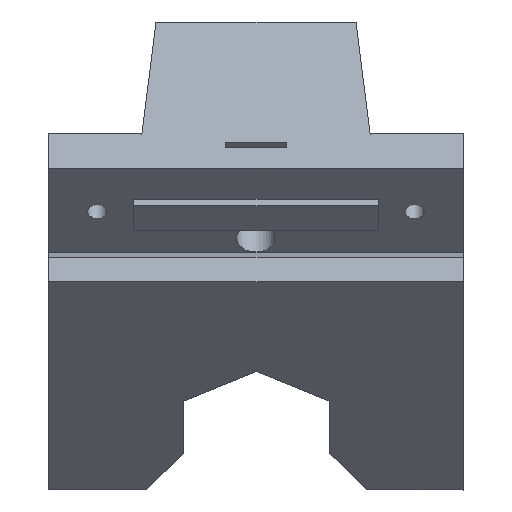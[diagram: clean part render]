
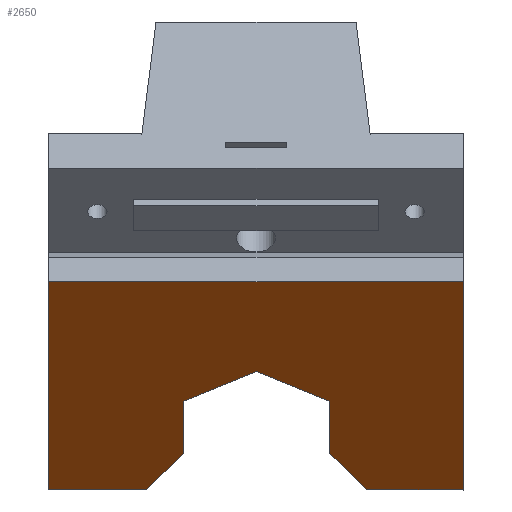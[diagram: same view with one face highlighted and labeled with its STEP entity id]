
A CAD part, front view. The second image highlights one B-rep face of the part: STEP entity #2650.
In plain terms, the highlighted face is planar.
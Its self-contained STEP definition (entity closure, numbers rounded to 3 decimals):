
#62=PLANE('',#2809);
#196=FACE_OUTER_BOUND('',#339,.T.);
#339=EDGE_LOOP('',(#2162,#2163,#2164,#2165,#2166,#2167,#2168,#2169,#2170,
#2171,#2172));
#609=LINE('',#6659,#885);
#621=LINE('',#6684,#897);
#666=LINE('',#6772,#942);
#668=LINE('',#6776,#944);
#670=LINE('',#6779,#946);
#671=LINE('',#6780,#947);
#672=LINE('',#6782,#948);
#673=LINE('',#6784,#949);
#674=LINE('',#6786,#950);
#675=LINE('',#6788,#951);
#676=LINE('',#6789,#952);
#885=VECTOR('',#3097,10.);
#897=VECTOR('',#3113,10.);
#942=VECTOR('',#3180,10.);
#944=VECTOR('',#3184,10.);
#946=VECTOR('',#3188,10.);
#947=VECTOR('',#3189,10.);
#948=VECTOR('',#3190,10.);
#949=VECTOR('',#3191,10.);
#950=VECTOR('',#3192,10.);
#951=VECTOR('',#3193,10.);
#952=VECTOR('',#3194,10.);
#1208=VERTEX_POINT('',#6656);
#1209=VERTEX_POINT('',#6658);
#1219=VERTEX_POINT('',#6681);
#1220=VERTEX_POINT('',#6683);
#1251=VERTEX_POINT('',#6769);
#1252=VERTEX_POINT('',#6771);
#1253=VERTEX_POINT('',#6775);
#1254=VERTEX_POINT('',#6781);
#1255=VERTEX_POINT('',#6783);
#1256=VERTEX_POINT('',#6785);
#1257=VERTEX_POINT('',#6787);
#1523=EDGE_CURVE('',#1209,#1208,#609,.T.);
#1535=EDGE_CURVE('',#1220,#1219,#621,.T.);
#1580=EDGE_CURVE('',#1251,#1252,#666,.T.);
#1582=EDGE_CURVE('',#1253,#1252,#668,.T.);
#1584=EDGE_CURVE('',#1209,#1251,#670,.T.);
#1585=EDGE_CURVE('',#1220,#1208,#671,.T.);
#1586=EDGE_CURVE('',#1254,#1219,#672,.T.);
#1587=EDGE_CURVE('',#1255,#1254,#673,.T.);
#1588=EDGE_CURVE('',#1255,#1256,#674,.T.);
#1589=EDGE_CURVE('',#1256,#1257,#675,.T.);
#1590=EDGE_CURVE('',#1257,#1253,#676,.T.);
#2162=ORIENTED_EDGE('',*,*,#1580,.F.);
#2163=ORIENTED_EDGE('',*,*,#1584,.F.);
#2164=ORIENTED_EDGE('',*,*,#1523,.T.);
#2165=ORIENTED_EDGE('',*,*,#1585,.F.);
#2166=ORIENTED_EDGE('',*,*,#1535,.T.);
#2167=ORIENTED_EDGE('',*,*,#1586,.F.);
#2168=ORIENTED_EDGE('',*,*,#1587,.F.);
#2169=ORIENTED_EDGE('',*,*,#1588,.T.);
#2170=ORIENTED_EDGE('',*,*,#1589,.T.);
#2171=ORIENTED_EDGE('',*,*,#1590,.T.);
#2172=ORIENTED_EDGE('',*,*,#1582,.T.);
#2650=ADVANCED_FACE('',(#196),#62,.T.);
#2809=AXIS2_PLACEMENT_3D('',#6778,#3186,#3187);
#3097=DIRECTION('',(0.,-1.,0.));
#3113=DIRECTION('',(0.,1.,0.));
#3180=DIRECTION('',(-0.577,-0.816,0.));
#3184=DIRECTION('',(0.,1.,0.));
#3186=DIRECTION('center_axis',(0.,0.,
-1.));
#3187=DIRECTION('ref_axis',(0.,1.,0.));
#3188=DIRECTION('',(-1.,0.,0.));
#3189=DIRECTION('',(1.,0.,0.));
#3190=DIRECTION('',(-1.,0.,0.));
#3191=DIRECTION('',(-0.577,0.816,0.));
#3192=DIRECTION('',(0.,-1.,0.));
#3193=DIRECTION('',(0.866,-0.5,0.));
#3194=DIRECTION('',(0.866,0.5,0.));
#6656=CARTESIAN_POINT('',(33.98,-38.1,-16.46));
#6658=CARTESIAN_POINT('',(33.98,10.177,-16.46));
#6659=CARTESIAN_POINT('',(33.98,-24.242,-16.46));
#6681=CARTESIAN_POINT('',(-34.02,10.177,-16.46));
#6683=CARTESIAN_POINT('',(-34.02,-38.1,-16.46));
#6684=CARTESIAN_POINT('',(-34.02,-0.103,-16.46));
#6769=CARTESIAN_POINT('',(18.094,10.177,-16.46));
#6771=CARTESIAN_POINT('',(12.094,1.692,-16.46));
#6772=CARTESIAN_POINT('',(-2.013,-18.259,-16.46));
#6775=CARTESIAN_POINT('',(12.094,-10.378,-16.46));
#6776=CARTESIAN_POINT('',(12.094,-24.239,-16.46));
#6778=CARTESIAN_POINT('Origin',(-21.008,-38.1,-16.46));
#6779=CARTESIAN_POINT('',(-21.008,10.177,-16.46));
#6780=CARTESIAN_POINT('',(-21.008,-38.1,-16.46));
#6781=CARTESIAN_POINT('',(-17.935,10.177,-16.46));
#6782=CARTESIAN_POINT('',(-21.008,10.177,-16.46));
#6783=CARTESIAN_POINT('',(-11.935,1.692,-16.46));
#6784=CARTESIAN_POINT('',(-9.073,-2.355,-16.46));
#6785=CARTESIAN_POINT('',(-11.935,-10.378,-16.46));
#6786=CARTESIAN_POINT('',(-11.935,11.538,-16.46));
#6787=CARTESIAN_POINT('',(0.08,-17.315,-16.46));
#6788=CARTESIAN_POINT('',(-9.335,-11.879,-16.46));
#6789=CARTESIAN_POINT('',(-12.328,-24.478,-16.46));
